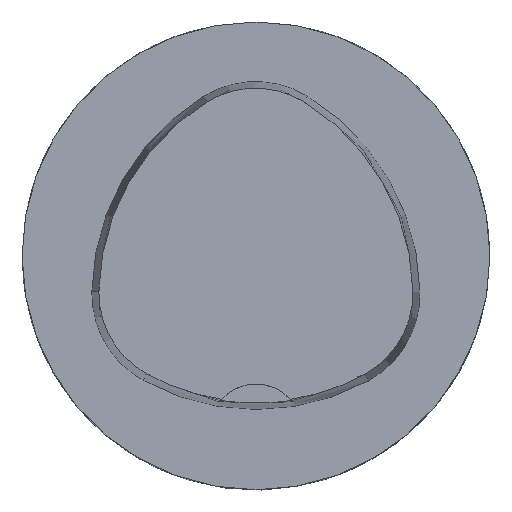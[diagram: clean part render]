
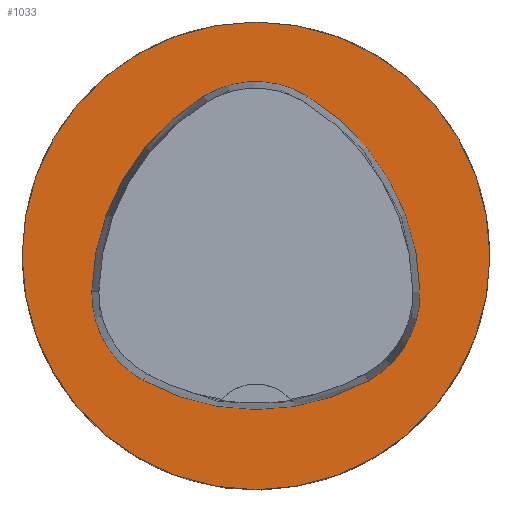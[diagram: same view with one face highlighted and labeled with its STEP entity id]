
A CAD part, top view. The second image highlights one B-rep face of the part: STEP entity #1033.
In plain terms, the highlighted planar face has unit normal (0, 0, 1).
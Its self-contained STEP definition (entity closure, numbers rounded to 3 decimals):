
#310=FACE_BOUND('',#2107,.T.);
#311=FACE_BOUND('',#2108,.T.);
#549=CIRCLE('',#7798,20.);
#551=CIRCLE('',#7801,8.5);
#553=CIRCLE('',#7804,20.);
#555=CIRCLE('',#7807,8.5);
#559=CIRCLE('',#7812,20.);
#561=CIRCLE('',#7815,8.5);
#564=CIRCLE('',#7820,20.);
#1033=ADVANCED_FACE('',(#310,#311),#1350,.T.);
#1350=PLANE('',#7821);
#2107=EDGE_LOOP('',(#4033,#4034,#4035,#4036,#4037,#4038));
#2108=EDGE_LOOP('',(#4039));
#4033=ORIENTED_EDGE('',*,*,#5738,.T.);
#4034=ORIENTED_EDGE('',*,*,#5718,.T.);
#4035=ORIENTED_EDGE('',*,*,#5722,.T.);
#4036=ORIENTED_EDGE('',*,*,#5725,.T.);
#4037=ORIENTED_EDGE('',*,*,#5728,.T.);
#4038=ORIENTED_EDGE('',*,*,#5736,.T.);
#4039=ORIENTED_EDGE('',*,*,#5741,.F.);
#4747=VERTEX_POINT('',#12427);
#4748=VERTEX_POINT('',#12428);
#4751=VERTEX_POINT('',#12436);
#4753=VERTEX_POINT('',#12442);
#4755=VERTEX_POINT('',#12448);
#4762=VERTEX_POINT('',#12469);
#4763=VERTEX_POINT('',#12479);
#5718=EDGE_CURVE('',#4747,#4748,#549,.T.);
#5722=EDGE_CURVE('',#4748,#4751,#551,.T.);
#5725=EDGE_CURVE('',#4751,#4753,#553,.T.);
#5728=EDGE_CURVE('',#4753,#4755,#555,.T.);
#5736=EDGE_CURVE('',#4755,#4762,#559,.T.);
#5738=EDGE_CURVE('',#4762,#4747,#561,.T.);
#5741=EDGE_CURVE('',#4763,#4763,#564,.T.);
#7798=AXIS2_PLACEMENT_3D('',#12426,#9663,#9664);
#7801=AXIS2_PLACEMENT_3D('',#12435,#9671,#9672);
#7804=AXIS2_PLACEMENT_3D('',#12441,#9678,#9679);
#7807=AXIS2_PLACEMENT_3D('',#12447,#9685,#9686);
#7812=AXIS2_PLACEMENT_3D('',#12470,#9697,#9698);
#7815=AXIS2_PLACEMENT_3D('',#12473,#9703,#9704);
#7820=AXIS2_PLACEMENT_3D('',#12478,#9713,#9714);
#7821=AXIS2_PLACEMENT_3D('',#12480,#9715,#9716);
#9663=DIRECTION('',(0.,0.,-1.));
#9664=DIRECTION('',(-1.,0.,0.));
#9671=DIRECTION('',(0.,0.,-1.));
#9672=DIRECTION('',(-1.,0.,0.));
#9678=DIRECTION('',(0.,0.,-1.));
#9679=DIRECTION('',(-1.,0.,0.));
#9685=DIRECTION('',(0.,0.,-1.));
#9686=DIRECTION('',(-1.,0.,0.));
#9697=DIRECTION('',(0.,0.,-1.));
#9698=DIRECTION('',(-1.,0.,0.));
#9703=DIRECTION('',(0.,0.,-1.));
#9704=DIRECTION('',(-1.,0.,0.));
#9713=DIRECTION('',(0.,0.,-1.));
#9714=DIRECTION('',(-1.,0.,0.));
#9715=DIRECTION('',(0.,0.,1.));
#9716=DIRECTION('',(1.,0.,0.));
#12426=CARTESIAN_POINT('',(5.955,-3.414,0.));
#12427=CARTESIAN_POINT('',(-14.041,-3.042,0.));
#12428=CARTESIAN_POINT('',(-4.472,13.653,0.));
#12435=CARTESIAN_POINT('',(-0.04,6.4,0.));
#12436=CARTESIAN_POINT('',(4.347,13.68,0.));
#12441=CARTESIAN_POINT('',(-5.976,-3.45,0.));
#12442=CARTESIAN_POINT('',(14.021,-3.075,0.));
#12447=CARTESIAN_POINT('',(5.522,-3.235,0.));
#12448=CARTESIAN_POINT('',(9.588,-10.699,0.));
#12469=CARTESIAN_POINT('',(-9.655,-10.639,0.));
#12470=CARTESIAN_POINT('',(0.022,6.864,0.));
#12473=CARTESIAN_POINT('',(-5.543,-3.2,0.));
#12478=CARTESIAN_POINT('',(0.,0.,0.));
#12479=CARTESIAN_POINT('',(-20.,0.,0.));
#12480=CARTESIAN_POINT('',(0.,0.,0.));
